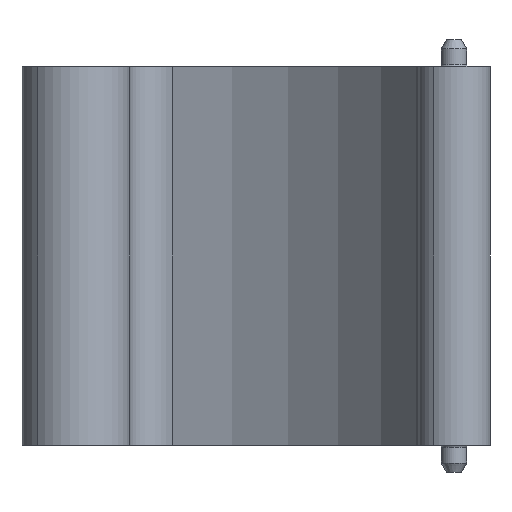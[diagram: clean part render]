
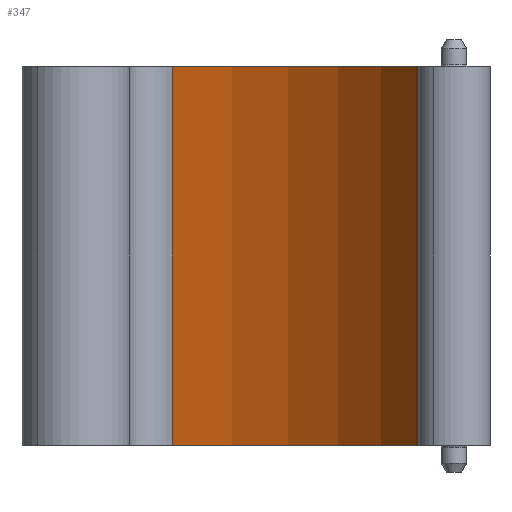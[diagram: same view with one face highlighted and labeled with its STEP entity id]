
A CAD part, front view. The second image highlights one B-rep face of the part: STEP entity #347.
In plain terms, the highlighted cylindrical face has radius 20.5 mm (diameter 41 mm), a partial arc.
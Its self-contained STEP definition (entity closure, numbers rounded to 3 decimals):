
#10 = ORIENTED_EDGE ( 'NONE', *, *, #872, .T. ) ;
#21 = DIRECTION ( 'NONE',  ( 0., 0., -1. ) ) ;
#26 = DIRECTION ( 'NONE',  ( -1., 0., 0. ) ) ;
#29 = DIRECTION ( 'NONE',  ( 1., 0., 0. ) ) ;
#35 = CARTESIAN_POINT ( 'NONE',  ( 70.623, 17.375, -3.085 ) ) ;
#42 = CARTESIAN_POINT ( 'NONE',  ( 70.52, 17.683, -3.563 ) ) ;
#50 = CARTESIAN_POINT ( 'NONE',  ( 70.29, 18.316, -2.436 ) ) ;
#53 = CARTESIAN_POINT ( 'NONE',  ( 70.289, 18.318, -3.562 ) ) ;
#98 = AXIS2_PLACEMENT_3D ( 'NONE', #412, #102, #26 ) ;
#99 = CARTESIAN_POINT ( 'NONE',  ( 51.14, 11., -10. ) ) ;
#102 = DIRECTION ( 'NONE',  ( 0., 0., -1. ) ) ;
#118 = CARTESIAN_POINT ( 'NONE',  ( 70.408, 18., -2.375 ) ) ;
#128 = DIRECTION ( 'NONE',  ( 0., 0., 1. ) ) ;
#131 = EDGE_CURVE ( 'NONE', #310, #676, #431, .T. ) ;
#166 = ORIENTED_EDGE ( 'NONE', *, *, #842, .F. ) ;
#168 = LINE ( 'NONE', #404, #715 ) ;
#171 = CARTESIAN_POINT ( 'NONE',  ( 70.408, 18., -3.625 ) ) ;
#179 = CARTESIAN_POINT ( 'NONE',  ( 70.437, 17.92, -2.375 ) ) ;
#180 = CARTESIAN_POINT ( 'NONE',  ( 51.14, 11., 11. ) ) ;
#184 = CARTESIAN_POINT ( 'NONE',  ( 70.517, 17.692, -2.45 ) ) ;
#203 = CARTESIAN_POINT ( 'NONE',  ( 70.202, 18.541, -2.676 ) ) ;
#204 = EDGE_CURVE ( 'NONE', #906, #934, #442, .T. ) ;
#220 = EDGE_LOOP ( 'NONE', ( #166, #342, #10, #544 ) ) ;
#269 = CARTESIAN_POINT ( 'NONE',  ( 70.58, 17.505, -3.39 ) ) ;
#310 = VERTEX_POINT ( 'NONE', #862 ) ;
#320 = FACE_BOUND ( 'NONE', #392, .T. ) ;
#326 = CARTESIAN_POINT ( 'NONE',  ( 70.464, 17.842, -2.39 ) ) ;
#342 = ORIENTED_EDGE ( 'NONE', *, *, #353, .T. ) ;
#347 = ADVANCED_FACE ( 'NONE', ( #320, #944 ), #489, .F. ) ;
#353 = EDGE_CURVE ( 'NONE', #819, #674, #168, .T. ) ;
#387 = AXIS2_PLACEMENT_3D ( 'NONE', #180, #21, #784 ) ;
#391 = B_SPLINE_CURVE_WITH_KNOTS ( 'NONE', 3,
 ( #118, #179, #326, #184, #421, #418, #725, #35, #870, #788, #269, #42, #876, #171 ),
 .UNSPECIFIED., .F., .F.,
 ( 4, 2, 2, 2, 2, 2, 4 ),
 ( 0., 0.062, 0.125, 0.249, 0.312, 0.374, 0.499 ),
 .UNSPECIFIED. ) ;
#392 = EDGE_LOOP ( 'NONE', ( #951, #618 ) ) ;
#404 = CARTESIAN_POINT ( 'NONE',  ( 55.478, 31.036, -10. ) ) ;
#412 = CARTESIAN_POINT ( 'NONE',  ( 51.14, 11., -10. ) ) ;
#418 = CARTESIAN_POINT ( 'NONE',  ( 70.6, 17.446, -2.667 ) ) ;
#421 = CARTESIAN_POINT ( 'NONE',  ( 70.54, 17.623, -2.495 ) ) ;
#431 = LINE ( 'NONE', #743, #907 ) ;
#435 = CARTESIAN_POINT ( 'NONE',  ( 70.169, 18.625, -2.915 ) ) ;
#442 = B_SPLINE_CURVE_WITH_KNOTS ( 'NONE', 3,
 ( #669, #579, #53, #975, #887, #435, #751, #203, #501, #50, #658, #817 ),
 .UNSPECIFIED., .F., .F.,
 ( 4, 2, 2, 2, 2, 4 ),
 ( 0.499, 0.624, 0.749, 0.812, 0.875, 1. ),
 .UNSPECIFIED. ) ;
#456 = EDGE_CURVE ( 'NONE', #934, #906, #391, .T. ) ;
#464 = AXIS2_PLACEMENT_3D ( 'NONE', #99, #551, #29 ) ;
#475 = CARTESIAN_POINT ( 'NONE',  ( 71.64, 11., 11. ) ) ;
#478 = DIRECTION ( 'NONE',  ( 0., 0., -1. ) ) ;
#489 = CYLINDRICAL_SURFACE ( 'NONE', #464, 20.5 ) ;
#501 = CARTESIAN_POINT ( 'NONE',  ( 70.22, 18.495, -2.61 ) ) ;
#544 = ORIENTED_EDGE ( 'NONE', *, *, #131, .T. ) ;
#551 = DIRECTION ( 'NONE',  ( 0., 0., 1. ) ) ;
#579 = CARTESIAN_POINT ( 'NONE',  ( 70.349, 18.161, -3.625 ) ) ;
#618 = ORIENTED_EDGE ( 'NONE', *, *, #456, .T. ) ;
#628 = CARTESIAN_POINT ( 'NONE',  ( 70.408, 18., -3.625 ) ) ;
#658 = CARTESIAN_POINT ( 'NONE',  ( 70.349, 18.161, -2.375 ) ) ;
#669 = CARTESIAN_POINT ( 'NONE',  ( 70.408, 18., -3.625 ) ) ;
#674 = VERTEX_POINT ( 'NONE', #852 ) ;
#676 = VERTEX_POINT ( 'NONE', #475 ) ;
#715 = VECTOR ( 'NONE', #478, 1000. ) ;
#725 = CARTESIAN_POINT ( 'NONE',  ( 70.623, 17.375, -2.83 ) ) ;
#743 = CARTESIAN_POINT ( 'NONE',  ( 71.64, 11., -10. ) ) ;
#751 = CARTESIAN_POINT ( 'NONE',  ( 70.176, 18.608, -2.833 ) ) ;
#780 = CIRCLE ( 'NONE', #98, 20.5 ) ;
#784 = DIRECTION ( 'NONE',  ( -1., 0., 0. ) ) ;
#788 = CARTESIAN_POINT ( 'NONE',  ( 70.596, 17.459, -3.323 ) ) ;
#789 = CARTESIAN_POINT ( 'NONE',  ( 70.408, 18., -2.375 ) ) ;
#814 = CIRCLE ( 'NONE', #387, 20.5 ) ;
#817 = CARTESIAN_POINT ( 'NONE',  ( 70.408, 18., -2.375 ) ) ;
#819 = VERTEX_POINT ( 'NONE', #927 ) ;
#842 = EDGE_CURVE ( 'NONE', #819, #676, #814, .T. ) ;
#852 = CARTESIAN_POINT ( 'NONE',  ( 55.478, 31.036, -10. ) ) ;
#862 = CARTESIAN_POINT ( 'NONE',  ( 71.64, 11., -10. ) ) ;
#870 = CARTESIAN_POINT ( 'NONE',  ( 70.618, 17.392, -3.167 ) ) ;
#872 = EDGE_CURVE ( 'NONE', #674, #310, #780, .T. ) ;
#876 = CARTESIAN_POINT ( 'NONE',  ( 70.466, 17.84, -3.625 ) ) ;
#887 = CARTESIAN_POINT ( 'NONE',  ( 70.169, 18.625, -3.171 ) ) ;
#906 = VERTEX_POINT ( 'NONE', #628 ) ;
#907 = VECTOR ( 'NONE', #128, 1000. ) ;
#927 = CARTESIAN_POINT ( 'NONE',  ( 55.478, 31.036, 11. ) ) ;
#934 = VERTEX_POINT ( 'NONE', #789 ) ;
#944 = FACE_OUTER_BOUND ( 'NONE', #220, .T. ) ;
#951 = ORIENTED_EDGE ( 'NONE', *, *, #204, .T. ) ;
#975 = CARTESIAN_POINT ( 'NONE',  ( 70.198, 18.554, -3.334 ) ) ;
